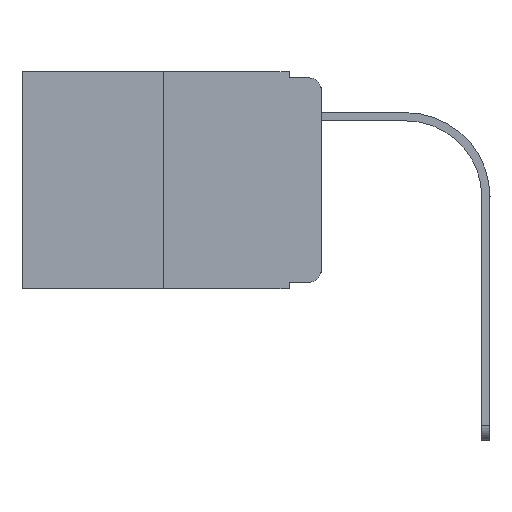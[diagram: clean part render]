
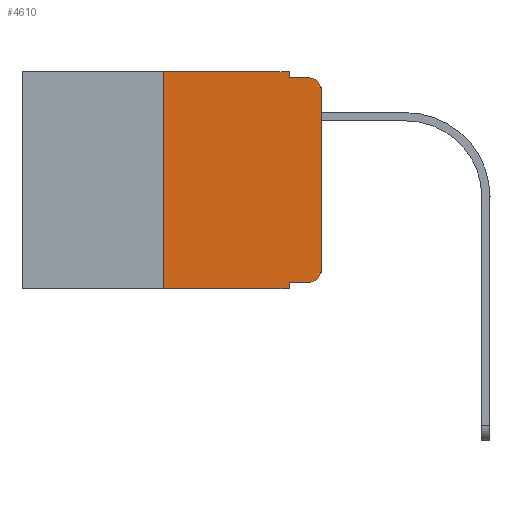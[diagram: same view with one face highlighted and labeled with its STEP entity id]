
A CAD part, left-side view. The second image highlights one B-rep face of the part: STEP entity #4610.
In plain terms, the highlighted planar face has unit normal (-1, 0, 0).
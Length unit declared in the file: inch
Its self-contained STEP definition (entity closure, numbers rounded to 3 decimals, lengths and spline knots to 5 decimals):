
#231 = ORIENTED_EDGE ( 'NONE', *, *, #22729, .T. ) ;
#251 = LINE ( 'NONE', #9815, #21004 ) ;
#689 = LINE ( 'NONE', #2572, #20597 ) ;
#1305 = VECTOR ( 'NONE', #16687, 39.37008 ) ;
#1360 = DIRECTION ( 'NONE',  ( -1., 0., 0. ) ) ;
#1504 = CARTESIAN_POINT ( 'NONE',  ( 0., 0., -0.03 ) ) ;
#1703 = EDGE_CURVE ( 'NONE', #10019, #9633, #15745, .T. ) ;
#1712 = CARTESIAN_POINT ( 'NONE',  ( 0., 0.051, -0.01 ) ) ;
#2341 = CARTESIAN_POINT ( 'NONE',  ( 0., 0.051, 0. ) ) ;
#2405 = VERTEX_POINT ( 'NONE', #7887 ) ;
#2572 = CARTESIAN_POINT ( 'NONE',  ( 0., 0.051, 0. ) ) ;
#2767 = CIRCLE ( 'NONE', #14013, 0.02 ) ;
#2790 = LINE ( 'NONE', #10349, #16565 ) ;
#2940 = CARTESIAN_POINT ( 'NONE',  ( 0., 0.473, 0. ) ) ;
#3075 = FACE_OUTER_BOUND ( 'NONE', #19860, .T. ) ;
#3427 = EDGE_CURVE ( 'NONE', #19096, #17876, #689, .T. ) ;
#3875 = DIRECTION ( 'NONE',  ( 0., 0., -1. ) ) ;
#4516 = ORIENTED_EDGE ( 'NONE', *, *, #5221, .T. ) ;
#4593 = DIRECTION ( 'NONE',  ( 0., 0., -1. ) ) ;
#4610 = ADVANCED_FACE ( 'NONE', ( #3075 ), #20144, .F. ) ;
#4712 = EDGE_CURVE ( 'NONE', #14824, #13382, #11259, .T. ) ;
#5221 = EDGE_CURVE ( 'NONE', #2405, #15497, #9229, .T. ) ;
#5363 = VERTEX_POINT ( 'NONE', #17347 ) ;
#5452 = CARTESIAN_POINT ( 'NONE',  ( 0., 0., 0. ) ) ;
#5469 = VECTOR ( 'NONE', #24519, 39.37008 ) ;
#6308 = ORIENTED_EDGE ( 'NONE', *, *, #18737, .F. ) ;
#6715 = CARTESIAN_POINT ( 'NONE',  ( 0., 0.051, -0.333 ) ) ;
#7038 = VECTOR ( 'NONE', #7351, 39.37008 ) ;
#7273 = CARTESIAN_POINT ( 'NONE',  ( 0., 0.02, -0.03 ) ) ;
#7351 = DIRECTION ( 'NONE',  ( 0., -1., 0. ) ) ;
#7850 = CARTESIAN_POINT ( 'NONE',  ( 0., 0.473, -0.343 ) ) ;
#7858 = CARTESIAN_POINT ( 'NONE',  ( 0., 0.051, -0.01 ) ) ;
#7887 = CARTESIAN_POINT ( 'NONE',  ( 0., 0., -0.313 ) ) ;
#8010 = LINE ( 'NONE', #2341, #8208 ) ;
#8088 = DIRECTION ( 'NONE',  ( 0., 0., -1. ) ) ;
#8208 = VECTOR ( 'NONE', #3875, 39.37008 ) ;
#8791 = LINE ( 'NONE', #1712, #1305 ) ;
#9144 = AXIS2_PLACEMENT_3D ( 'NONE', #7273, #1360, #24345 ) ;
#9229 = LINE ( 'NONE', #5452, #5469 ) ;
#9633 = VERTEX_POINT ( 'NONE', #13956 ) ;
#9815 = CARTESIAN_POINT ( 'NONE',  ( 0., 0.473, 0. ) ) ;
#9976 = CARTESIAN_POINT ( 'NONE',  ( 0., 0.02, -0.313 ) ) ;
#10019 = VERTEX_POINT ( 'NONE', #13802 ) ;
#10257 = DIRECTION ( 'NONE',  ( 0., 0., -1. ) ) ;
#10331 = ORIENTED_EDGE ( 'NONE', *, *, #4712, .T. ) ;
#10349 = CARTESIAN_POINT ( 'NONE',  ( 0., 0.25, 0. ) ) ;
#10922 = EDGE_CURVE ( 'NONE', #20852, #19096, #251, .T. ) ;
#10976 = CARTESIAN_POINT ( 'NONE',  ( 0., 0.02, -0.333 ) ) ;
#11259 = LINE ( 'NONE', #20890, #7038 ) ;
#11863 = EDGE_CURVE ( 'NONE', #10019, #20852, #2790, .T. ) ;
#13107 = EDGE_CURVE ( 'NONE', #13382, #2405, #2767, .T. ) ;
#13382 = VERTEX_POINT ( 'NONE', #10976 ) ;
#13708 = DIRECTION ( 'NONE',  ( 0., -1., 0. ) ) ;
#13754 = DIRECTION ( 'NONE',  ( 0., -1., 0. ) ) ;
#13802 = CARTESIAN_POINT ( 'NONE',  ( 0., 0.25, -0.343 ) ) ;
#13956 = CARTESIAN_POINT ( 'NONE',  ( 0., 0.051, -0.343 ) ) ;
#14013 = AXIS2_PLACEMENT_3D ( 'NONE', #9976, #17622, #8088 ) ;
#14070 = EDGE_CURVE ( 'NONE', #17876, #5363, #8791, .T. ) ;
#14571 = ORIENTED_EDGE ( 'NONE', *, *, #11863, .F. ) ;
#14735 = ORIENTED_EDGE ( 'NONE', *, *, #3427, .F. ) ;
#14824 = VERTEX_POINT ( 'NONE', #6715 ) ;
#15497 = VERTEX_POINT ( 'NONE', #1504 ) ;
#15745 = LINE ( 'NONE', #7850, #18843 ) ;
#16466 = CARTESIAN_POINT ( 'NONE',  ( 0., 0.25, 0. ) ) ;
#16565 = VECTOR ( 'NONE', #17986, 39.37008 ) ;
#16687 = DIRECTION ( 'NONE',  ( 0., -1., 0. ) ) ;
#17347 = CARTESIAN_POINT ( 'NONE',  ( 0., 0.02, -0.01 ) ) ;
#17386 = ORIENTED_EDGE ( 'NONE', *, *, #10922, .F. ) ;
#17622 = DIRECTION ( 'NONE',  ( -1., 0., 0. ) ) ;
#17876 = VERTEX_POINT ( 'NONE', #7858 ) ;
#17986 = DIRECTION ( 'NONE',  ( 0., 0., 1. ) ) ;
#18474 = ORIENTED_EDGE ( 'NONE', *, *, #14070, .F. ) ;
#18737 = EDGE_CURVE ( 'NONE', #14824, #9633, #8010, .T. ) ;
#18843 = VECTOR ( 'NONE', #13754, 39.37008 ) ;
#18898 = ORIENTED_EDGE ( 'NONE', *, *, #13107, .T. ) ;
#19096 = VERTEX_POINT ( 'NONE', #22132 ) ;
#19269 = ORIENTED_EDGE ( 'NONE', *, *, #1703, .T. ) ;
#19860 = EDGE_LOOP ( 'NONE', ( #4516, #231, #18474, #14735, #17386, #14571, #19269, #6308, #10331, #18898 ) ) ;
#20144 = PLANE ( 'NONE',  #22300 ) ;
#20597 = VECTOR ( 'NONE', #10257, 39.37008 ) ;
#20852 = VERTEX_POINT ( 'NONE', #16466 ) ;
#20890 = CARTESIAN_POINT ( 'NONE',  ( 0., 0.051, -0.333 ) ) ;
#21004 = VECTOR ( 'NONE', #13708, 39.37008 ) ;
#22132 = CARTESIAN_POINT ( 'NONE',  ( 0., 0.051, 0. ) ) ;
#22300 = AXIS2_PLACEMENT_3D ( 'NONE', #2940, #24171, #4593 ) ;
#22357 = CIRCLE ( 'NONE', #9144, 0.02 ) ;
#22729 = EDGE_CURVE ( 'NONE', #15497, #5363, #22357, .T. ) ;
#24171 = DIRECTION ( 'NONE',  ( 1., 0., 0. ) ) ;
#24345 = DIRECTION ( 'NONE',  ( 0., 0., -1. ) ) ;
#24519 = DIRECTION ( 'NONE',  ( 0., 0., 1. ) ) ;
